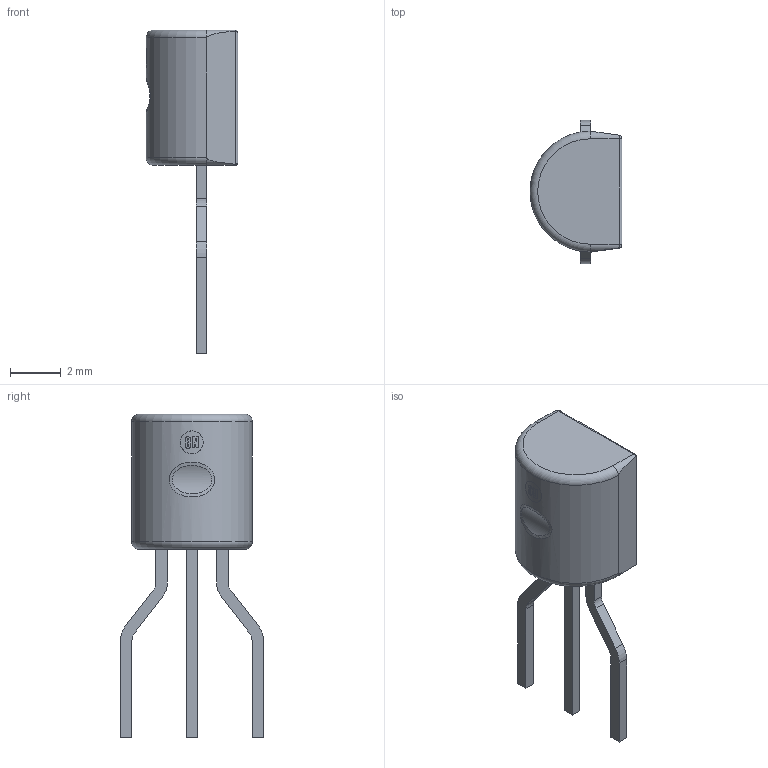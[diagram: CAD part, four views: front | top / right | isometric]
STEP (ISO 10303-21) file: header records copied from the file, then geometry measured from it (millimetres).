
FILE_DESCRIPTION(/* description */ (''),/* implementation_level */ '2;1');
FILE_NAME(/* name */ '1.stp',/* time_stamp */ '2019-08-28T18:59:00+02:00',/* author */ ('k'),/* organization */ (''),/* preprocessor_version */ 'ST-DEVELOPER v15.6',/* originating_system */ 'Autodesk Inventor 2015',/* authorisation */ '');
FILE_SCHEMA (('AUTOMOTIVE_DESIGN { 1 0 10303 214 3 1 1 }'));
Length unit declared in the file: millimetre
Products named in the file (4): 1; 2; 3
Bounding box: 3.62 x 5.66 x 12.77 mm (x, y, z)
Volume: 81.6 mm3; surface area: 177.1 mm2
Topology: 6 solids, 6 shells, 162 faces, 427 edges, 282 vertices
Faces by surface type: bspline 71, plane 63, cylinder 22, torus 6
Entity records: 5781 total; most frequent: CARTESIAN_POINT 2125, ORIENTED_EDGE 854, DIRECTION 528, EDGE_CURVE 427, VERTEX_POINT 282, LINE 222, VECTOR 222, EDGE_LOOP 171
